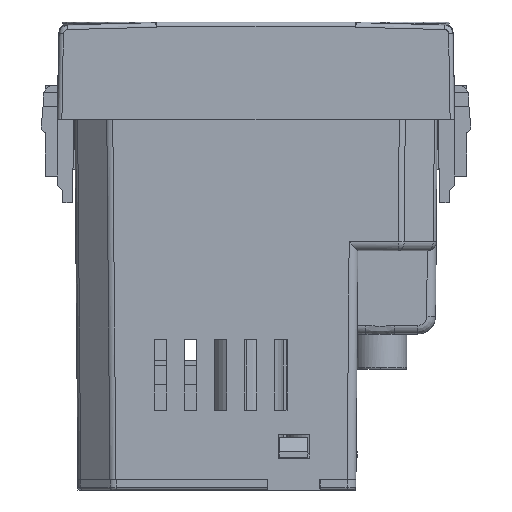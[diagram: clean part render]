
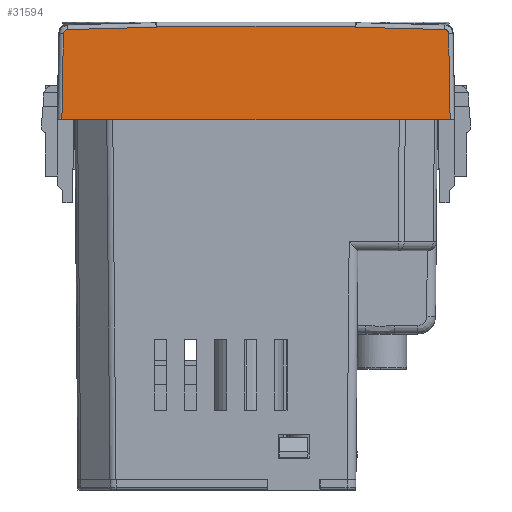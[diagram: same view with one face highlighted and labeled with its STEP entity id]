
A CAD part, left-side view. The second image highlights one B-rep face of the part: STEP entity #31594.
In plain terms, the highlighted planar face has unit normal (-1, 0, 0.018).
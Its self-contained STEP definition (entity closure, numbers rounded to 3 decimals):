
#503 = EDGE_CURVE ( 'NONE', #119374, #95385, #121458, .T. ) ;
#648 = CARTESIAN_POINT ( 'NONE',  ( -22.4, 21.9, 0. ) ) ;
#5487 = CARTESIAN_POINT ( 'NONE',  ( -22.223, 21.529, 10.139 ) ) ;
#8081 = ORIENTED_EDGE ( 'NONE', *, *, #121436, .T. ) ;
#8457 = CARTESIAN_POINT ( 'NONE',  ( -22.217, 11.2, 10.509 ) ) ;
#9090 = EDGE_CURVE ( 'NONE', #11715, #83678, #37173, .T. ) ;
#10107 = CARTESIAN_POINT ( 'NONE',  ( -22.393, 21.893, 0.382 ) ) ;
#10266 = CARTESIAN_POINT ( 'NONE',  ( -22.223, 21.249, 10.149 ) ) ;
#10375 = DIRECTION ( 'NONE',  ( -1., 0., 0.017 ) ) ;
#11715 = VERTEX_POINT ( 'NONE', #88979 ) ;
#13343 = LINE ( 'NONE', #33234, #84175 ) ;
#14153 = VERTEX_POINT ( 'NONE', #24855 ) ;
#16240 = VERTEX_POINT ( 'NONE', #27802 ) ;
#18602 = AXIS2_PLACEMENT_3D ( 'NONE', #67623, #10375, #58772 ) ;
#18776 = DIRECTION ( 'NONE',  ( 0.017, 0., 1. ) ) ;
#23846 = ORIENTED_EDGE ( 'NONE', *, *, #68767, .T. ) ;
#24798 = EDGE_CURVE ( 'NONE', #72394, #119374, #63539, .T. ) ;
#24855 = CARTESIAN_POINT ( 'NONE',  ( -22.4, -21.9, 0. ) ) ;
#24933 = EDGE_CURVE ( 'NONE', #16240, #111306, #85776, .T. ) ;
#26131 = CARTESIAN_POINT ( 'NONE',  ( -22.393, -21.893, 0.382 ) ) ;
#27802 = CARTESIAN_POINT ( 'NONE',  ( -22.231, -21.732, 9.658 ) ) ;
#31594 = ADVANCED_FACE ( 'NONE', ( #88415 ), #59189, .T. ) ;
#33234 = CARTESIAN_POINT ( 'NONE',  ( -22.217, 11.3, 10.509 ) ) ;
#35212 = EDGE_CURVE ( 'NONE', #83678, #112772, #13343, .T. ) ;
#37173 = LINE ( 'NONE', #46594, #109579 ) ;
#37662 = CARTESIAN_POINT ( 'NONE',  ( -22.219, 14.55, 10.349 ) ) ;
#38084 = CARTESIAN_POINT ( 'NONE',  ( -22.218, 11.2, 10.409 ) ) ;
#40051 = CARTESIAN_POINT ( 'NONE',  ( -22.223, -21.249, 10.149 ) ) ;
#41247 = CARTESIAN_POINT ( 'NONE',  ( -22.218, -11.2, 10.409 ) ) ;
#41539 = ORIENTED_EDGE ( 'NONE', *, *, #35212, .T. ) ;
#43457 = CARTESIAN_POINT ( 'NONE',  ( -22.231, 21.732, 9.658 ) ) ;
#46594 = CARTESIAN_POINT ( 'NONE',  ( -22.4, -11.2, 0. ) ) ;
#47723 = LINE ( 'NONE', #10107, #118591 ) ;
#48730 = EDGE_CURVE ( 'NONE', #95385, #67696, #47723, .T. ) ;
#50908 = CARTESIAN_POINT ( 'NONE',  ( -22.231, -21.732, 9.658 ) ) ;
#51239 = DIRECTION ( 'NONE',  ( -0.017, 0., -1. ) ) ;
#52150 = CARTESIAN_POINT ( 'NONE',  ( -22.227, -21.727, 9.939 ) ) ;
#53706 = CARTESIAN_POINT ( 'NONE',  ( -22.231, 21.732, 9.658 ) ) ;
#57454 = ORIENTED_EDGE ( 'NONE', *, *, #9090, .T. ) ;
#58772 = DIRECTION ( 'NONE',  ( 0.017, 0., 1. ) ) ;
#59189 = PLANE ( 'NONE',  #18602 ) ;
#59206 = EDGE_CURVE ( 'NONE', #67696, #14153, #83271, .T. ) ;
#60585 = CARTESIAN_POINT ( 'NONE',  ( -22.223, -21.529, 10.139 ) ) ;
#63539 =( BOUNDED_CURVE ( )  B_SPLINE_CURVE ( 3, ( #38084, #37662, #87313, #10266 ),
 .UNSPECIFIED., .F., .F. ) 
 B_SPLINE_CURVE_WITH_KNOTS ( ( 4, 4 ),
 ( 0.018, 0.034 ),
 .UNSPECIFIED. ) 
 CURVE ( )  GEOMETRIC_REPRESENTATION_ITEM ( )  RATIONAL_B_SPLINE_CURVE ( ( 1., 1., 1., 1. ) ) 
 REPRESENTATION_ITEM ( '' )  );
#64867 = DIRECTION ( 'NONE',  ( 0.017, 0.017, 1. ) ) ;
#65722 = CARTESIAN_POINT ( 'NONE',  ( -22.4, 0., 0. ) ) ;
#66091 = LINE ( 'NONE', #90388, #87238 ) ;
#67396 = DIRECTION ( 'NONE',  ( 0., -1., 0. ) ) ;
#67623 = CARTESIAN_POINT ( 'NONE',  ( -22.4, 0., 0. ) ) ;
#67696 = VERTEX_POINT ( 'NONE', #648 ) ;
#68023 = CARTESIAN_POINT ( 'NONE',  ( -22.223, 21.249, 10.149 ) ) ;
#68767 = EDGE_CURVE ( 'NONE', #14153, #16240, #116228, .T. ) ;
#70270 = CARTESIAN_POINT ( 'NONE',  ( -22.221, -17.9, 10.262 ) ) ;
#72394 = VERTEX_POINT ( 'NONE', #115231 ) ;
#75315 = ORIENTED_EDGE ( 'NONE', *, *, #59206, .T. ) ;
#79904 = ORIENTED_EDGE ( 'NONE', *, *, #503, .T. ) ;
#80232 = VECTOR ( 'NONE', #67396, 1000. ) ;
#81246 = CARTESIAN_POINT ( 'NONE',  ( -22.223, -21.249, 10.149 ) ) ;
#83271 = LINE ( 'NONE', #65722, #80232 ) ;
#83678 = VERTEX_POINT ( 'NONE', #90336 ) ;
#84175 = VECTOR ( 'NONE', #110366, 1000. ) ;
#85776 =( BOUNDED_CURVE ( )  B_SPLINE_CURVE ( 3, ( #50908, #52150, #60585, #81246 ),
 .UNSPECIFIED., .F., .F. ) 
 B_SPLINE_CURVE_WITH_KNOTS ( ( 4, 4 ),
 ( 4.73, 6.249 ),
 .UNSPECIFIED. ) 
 CURVE ( )  GEOMETRIC_REPRESENTATION_ITEM ( )  RATIONAL_B_SPLINE_CURVE ( ( 1., 0.817, 0.817, 1. ) ) 
 REPRESENTATION_ITEM ( '' )  );
#87238 = VECTOR ( 'NONE', #51239, 1000. ) ;
#87313 = CARTESIAN_POINT ( 'NONE',  ( -22.221, 17.9, 10.262 ) ) ;
#87520 = VECTOR ( 'NONE', #64867, 1000. ) ;
#88415 = FACE_OUTER_BOUND ( 'NONE', #112597, .T. ) ;
#88979 = CARTESIAN_POINT ( 'NONE',  ( -22.218, -11.2, 10.409 ) ) ;
#89205 = CARTESIAN_POINT ( 'NONE',  ( -22.219, -14.55, 10.349 ) ) ;
#89810 = ORIENTED_EDGE ( 'NONE', *, *, #24933, .T. ) ;
#90336 = CARTESIAN_POINT ( 'NONE',  ( -22.217, -11.2, 10.509 ) ) ;
#90388 = CARTESIAN_POINT ( 'NONE',  ( -22.4, 11.2, 0. ) ) ;
#93725 = ORIENTED_EDGE ( 'NONE', *, *, #113010, .T. ) ;
#95385 = VERTEX_POINT ( 'NONE', #53706 ) ;
#98509 = CARTESIAN_POINT ( 'NONE',  ( -22.223, -21.249, 10.149 ) ) ;
#106144 = DIRECTION ( 'NONE',  ( -0.017, 0.017, -1. ) ) ;
#107566 = ORIENTED_EDGE ( 'NONE', *, *, #48730, .T. ) ;
#109579 = VECTOR ( 'NONE', #18776, 1000. ) ;
#110366 = DIRECTION ( 'NONE',  ( 0., 1., 0. ) ) ;
#111261 = CARTESIAN_POINT ( 'NONE',  ( -22.227, 21.727, 9.939 ) ) ;
#111306 = VERTEX_POINT ( 'NONE', #40051 ) ;
#111935 = ORIENTED_EDGE ( 'NONE', *, *, #24798, .T. ) ;
#112597 = EDGE_LOOP ( 'NONE', ( #41539, #8081, #111935, #79904, #107566, #75315, #23846, #89810, #93725, #57454 ) ) ;
#112772 = VERTEX_POINT ( 'NONE', #8457 ) ;
#113010 = EDGE_CURVE ( 'NONE', #111306, #11715, #118597, .T. ) ;
#115231 = CARTESIAN_POINT ( 'NONE',  ( -22.218, 11.2, 10.409 ) ) ;
#116228 = LINE ( 'NONE', #26131, #87520 ) ;
#118591 = VECTOR ( 'NONE', #106144, 1000. ) ;
#118597 =( BOUNDED_CURVE ( )  B_SPLINE_CURVE ( 3, ( #98509, #70270, #89205, #41247 ),
 .UNSPECIFIED., .F., .F. ) 
 B_SPLINE_CURVE_WITH_KNOTS ( ( 4, 4 ),
 ( 6.249, 6.265 ),
 .UNSPECIFIED. ) 
 CURVE ( )  GEOMETRIC_REPRESENTATION_ITEM ( )  RATIONAL_B_SPLINE_CURVE ( ( 1., 1., 1., 1. ) ) 
 REPRESENTATION_ITEM ( '' )  );
#119374 = VERTEX_POINT ( 'NONE', #68023 ) ;
#120137 = CARTESIAN_POINT ( 'NONE',  ( -22.223, 21.249, 10.149 ) ) ;
#121436 = EDGE_CURVE ( 'NONE', #112772, #72394, #66091, .T. ) ;
#121458 =( BOUNDED_CURVE ( )  B_SPLINE_CURVE ( 3, ( #120137, #5487, #111261, #43457 ),
 .UNSPECIFIED., .F., .F. ) 
 B_SPLINE_CURVE_WITH_KNOTS ( ( 4, 4 ),
 ( 0.034, 1.553 ),
 .UNSPECIFIED. ) 
 CURVE ( )  GEOMETRIC_REPRESENTATION_ITEM ( )  RATIONAL_B_SPLINE_CURVE ( ( 1., 0.817, 0.817, 1. ) ) 
 REPRESENTATION_ITEM ( '' )  );
